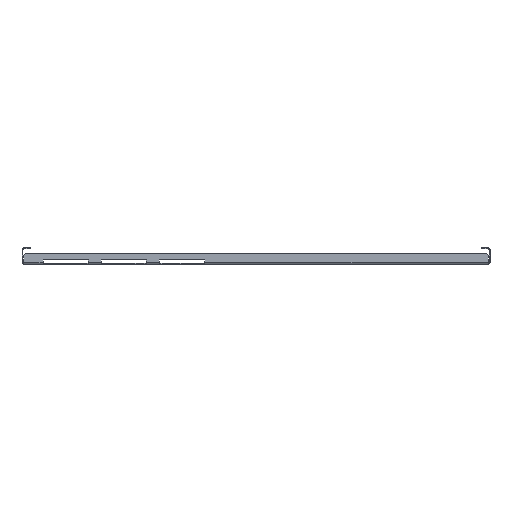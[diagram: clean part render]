
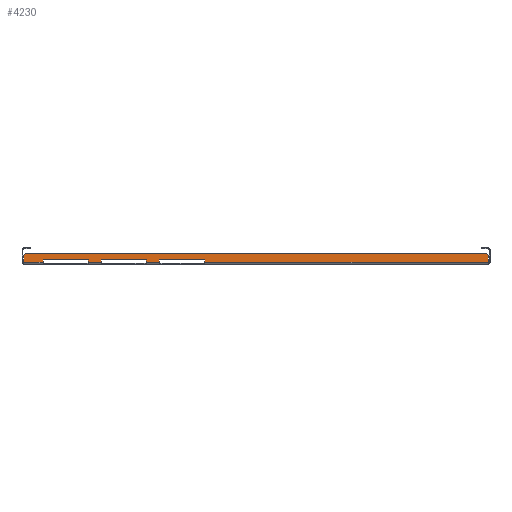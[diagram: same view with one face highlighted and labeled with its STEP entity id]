
A CAD part, front view. The second image highlights one B-rep face of the part: STEP entity #4230.
In plain terms, the highlighted planar face has unit normal (0, -1, 0).
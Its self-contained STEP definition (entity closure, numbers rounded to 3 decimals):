
#65 = LINE ( 'NONE', #7743, #5759 ) ;
#76 = DIRECTION ( 'NONE',  ( 0., 0., -1. ) ) ;
#77 = VECTOR ( 'NONE', #2124, 1000. ) ;
#116 = VERTEX_POINT ( 'NONE', #5841 ) ;
#165 = CARTESIAN_POINT ( 'NONE',  ( 160., -197., 4.8 ) ) ;
#216 = ORIENTED_EDGE ( 'NONE', *, *, #6236, .F. ) ;
#232 = DIRECTION ( 'NONE',  ( 1., 0., 0. ) ) ;
#306 = CIRCLE ( 'NONE', #5027, 5. ) ;
#317 = DIRECTION ( 'NONE',  ( -1., 0., 0. ) ) ;
#343 = EDGE_CURVE ( 'NONE', #5563, #6687, #2915, .T. ) ;
#344 = VERTEX_POINT ( 'NONE', #6397 ) ;
#356 = CARTESIAN_POINT ( 'NONE',  ( -150.7, -197., 1. ) ) ;
#434 = VECTOR ( 'NONE', #232, 1000. ) ;
#482 = PLANE ( 'NONE',  #2994 ) ;
#490 = CIRCLE ( 'NONE', #3384, 5. ) ;
#537 = EDGE_CURVE ( 'NONE', #4003, #5563, #4526, .T. ) ;
#689 = CARTESIAN_POINT ( 'NONE',  ( 0., -197., 1. ) ) ;
#813 = CARTESIAN_POINT ( 'NONE',  ( -212.7, -197., 4.8 ) ) ;
#842 = DIRECTION ( 'NONE',  ( 0., 0., -1. ) ) ;
#880 = CARTESIAN_POINT ( 'NONE',  ( 0., -197., 1. ) ) ;
#946 = FACE_OUTER_BOUND ( 'NONE', #1314, .T. ) ;
#983 = CARTESIAN_POINT ( 'NONE',  ( -319.5, -197., 1. ) ) ;
#1049 = CARTESIAN_POINT ( 'NONE',  ( -150.7, -197., 4.8 ) ) ;
#1089 = LINE ( 'NONE', #1513, #6778 ) ;
#1157 = EDGE_CURVE ( 'NONE', #2705, #5246, #65, .T. ) ;
#1197 = VERTEX_POINT ( 'NONE', #5283 ) ;
#1207 = ORIENTED_EDGE ( 'NONE', *, *, #3004, .T. ) ;
#1256 = DIRECTION ( 'NONE',  ( -1., 0., 0. ) ) ;
#1305 = EDGE_CURVE ( 'NONE', #4074, #1373, #5005, .T. ) ;
#1314 = EDGE_LOOP ( 'NONE', ( #3890, #216, #1207, #1930, #4149, #1366, #1576, #6129, #3096, #3979, #5862, #4615, #1909, #4020, #7372, #5685, #3072, #2914 ) ) ;
#1334 = DIRECTION ( 'NONE',  ( 0., 0., -1. ) ) ;
#1366 = ORIENTED_EDGE ( 'NONE', *, *, #6019, .F. ) ;
#1373 = VERTEX_POINT ( 'NONE', #2596 ) ;
#1513 = CARTESIAN_POINT ( 'NONE',  ( -319.5, -197., 13.8 ) ) ;
#1532 = EDGE_CURVE ( 'NONE', #344, #4720, #3949, .T. ) ;
#1576 = ORIENTED_EDGE ( 'NONE', *, *, #537, .T. ) ;
#1668 = VERTEX_POINT ( 'NONE', #983 ) ;
#1790 = CARTESIAN_POINT ( 'NONE',  ( -314.5, -197., 13.8 ) ) ;
#1896 = CARTESIAN_POINT ( 'NONE',  ( 80., -197., 4.8 ) ) ;
#1909 = ORIENTED_EDGE ( 'NONE', *, *, #1305, .F. ) ;
#1930 = ORIENTED_EDGE ( 'NONE', *, *, #1532, .T. ) ;
#1998 = LINE ( 'NONE', #165, #2840 ) ;
#2024 = LINE ( 'NONE', #689, #4216 ) ;
#2124 = DIRECTION ( 'NONE',  ( 1., 0., 0. ) ) ;
#2234 = DIRECTION ( 'NONE',  ( 0., 0., -1. ) ) ;
#2361 = CARTESIAN_POINT ( 'NONE',  ( -230.7, -197., 4.8 ) ) ;
#2479 = DIRECTION ( 'NONE',  ( 0., -1., 0. ) ) ;
#2485 = LINE ( 'NONE', #2361, #5534 ) ;
#2492 = DIRECTION ( 'NONE',  ( 0., 0., -1. ) ) ;
#2558 = CARTESIAN_POINT ( 'NONE',  ( 0., -197., 1. ) ) ;
#2596 = CARTESIAN_POINT ( 'NONE',  ( 319.5, -197., 1. ) ) ;
#2705 = VERTEX_POINT ( 'NONE', #1790 ) ;
#2785 = VECTOR ( 'NONE', #76, 1000. ) ;
#2840 = VECTOR ( 'NONE', #3133, 1000. ) ;
#2848 = DIRECTION ( 'NONE',  ( 0., 0., -1. ) ) ;
#2867 = VECTOR ( 'NONE', #3104, 1000. ) ;
#2914 = ORIENTED_EDGE ( 'NONE', *, *, #6678, .T. ) ;
#2915 = LINE ( 'NONE', #5153, #77 ) ;
#2945 = DIRECTION ( 'NONE',  ( 0., 0., -1. ) ) ;
#2994 = AXIS2_PLACEMENT_3D ( 'NONE', #3401, #6532, #2234 ) ;
#3004 = EDGE_CURVE ( 'NONE', #5478, #344, #2485, .T. ) ;
#3072 = ORIENTED_EDGE ( 'NONE', *, *, #6181, .F. ) ;
#3096 = ORIENTED_EDGE ( 'NONE', *, *, #6369, .F. ) ;
#3104 = DIRECTION ( 'NONE',  ( 0., 0., -1. ) ) ;
#3133 = DIRECTION ( 'NONE',  ( -1., 0., 0. ) ) ;
#3150 = CARTESIAN_POINT ( 'NONE',  ( -70.7, -197., 4.8 ) ) ;
#3314 = EDGE_CURVE ( 'NONE', #4342, #7818, #1998, .T. ) ;
#3318 = LINE ( 'NONE', #6123, #2867 ) ;
#3356 = CARTESIAN_POINT ( 'NONE',  ( -292.7, -197., 4.8 ) ) ;
#3360 = VECTOR ( 'NONE', #1256, 1000. ) ;
#3384 = AXIS2_PLACEMENT_3D ( 'NONE', #6087, #2479, #1334 ) ;
#3401 = CARTESIAN_POINT ( 'NONE',  ( 0., -197., 0. ) ) ;
#3424 = CARTESIAN_POINT ( 'NONE',  ( 314.5, -197., 13.8 ) ) ;
#3534 = CARTESIAN_POINT ( 'NONE',  ( -314.5, -197., 8.8 ) ) ;
#3655 = LINE ( 'NONE', #5938, #4319 ) ;
#3664 = VERTEX_POINT ( 'NONE', #3356 ) ;
#3890 = ORIENTED_EDGE ( 'NONE', *, *, #4891, .F. ) ;
#3949 = LINE ( 'NONE', #880, #434 ) ;
#3961 = CARTESIAN_POINT ( 'NONE',  ( 0., -197., 4.8 ) ) ;
#3979 = ORIENTED_EDGE ( 'NONE', *, *, #3314, .F. ) ;
#4003 = VERTEX_POINT ( 'NONE', #6294 ) ;
#4020 = ORIENTED_EDGE ( 'NONE', *, *, #7332, .T. ) ;
#4074 = VERTEX_POINT ( 'NONE', #7004 ) ;
#4149 = ORIENTED_EDGE ( 'NONE', *, *, #4391, .F. ) ;
#4169 = CARTESIAN_POINT ( 'NONE',  ( -132.7, -197., 4.8 ) ) ;
#4216 = VECTOR ( 'NONE', #6756, 1000. ) ;
#4230 = ADVANCED_FACE ( 'NONE', ( #946 ), #482, .T. ) ;
#4319 = VECTOR ( 'NONE', #2848, 1000. ) ;
#4342 = VERTEX_POINT ( 'NONE', #5410 ) ;
#4391 = EDGE_CURVE ( 'NONE', #6493, #4720, #5963, .T. ) ;
#4410 = LINE ( 'NONE', #3150, #2785 ) ;
#4526 = LINE ( 'NONE', #1049, #5681 ) ;
#4615 = ORIENTED_EDGE ( 'NONE', *, *, #7428, .T. ) ;
#4720 = VERTEX_POINT ( 'NONE', #4767 ) ;
#4767 = CARTESIAN_POINT ( 'NONE',  ( -212.7, -197., 1. ) ) ;
#4891 = EDGE_CURVE ( 'NONE', #3664, #1197, #3318, .T. ) ;
#5005 = LINE ( 'NONE', #7424, #7526 ) ;
#5027 = AXIS2_PLACEMENT_3D ( 'NONE', #3534, #7753, #2945 ) ;
#5055 = VERTEX_POINT ( 'NONE', #6372 ) ;
#5153 = CARTESIAN_POINT ( 'NONE',  ( 0., -197., 1. ) ) ;
#5228 = DIRECTION ( 'NONE',  ( 0., 0., 1. ) ) ;
#5246 = VERTEX_POINT ( 'NONE', #3424 ) ;
#5283 = CARTESIAN_POINT ( 'NONE',  ( -292.7, -197., 1. ) ) ;
#5290 = DIRECTION ( 'NONE',  ( 0., 0., -1. ) ) ;
#5410 = CARTESIAN_POINT ( 'NONE',  ( -70.7, -197., 4.8 ) ) ;
#5478 = VERTEX_POINT ( 'NONE', #6717 ) ;
#5534 = VECTOR ( 'NONE', #7804, 1000. ) ;
#5563 = VERTEX_POINT ( 'NONE', #356 ) ;
#5618 = DIRECTION ( 'NONE',  ( 1., 0., 0. ) ) ;
#5681 = VECTOR ( 'NONE', #5290, 1000. ) ;
#5685 = ORIENTED_EDGE ( 'NONE', *, *, #7228, .T. ) ;
#5743 = VECTOR ( 'NONE', #317, 1000. ) ;
#5759 = VECTOR ( 'NONE', #7068, 1000. ) ;
#5841 = CARTESIAN_POINT ( 'NONE',  ( -319.5, -197., 8.8 ) ) ;
#5862 = ORIENTED_EDGE ( 'NONE', *, *, #6676, .T. ) ;
#5897 = LINE ( 'NONE', #2558, #7306 ) ;
#5938 = CARTESIAN_POINT ( 'NONE',  ( -132.7, -197., 4.8 ) ) ;
#5963 = LINE ( 'NONE', #813, #6720 ) ;
#6019 = EDGE_CURVE ( 'NONE', #4003, #6493, #6399, .T. ) ;
#6087 = CARTESIAN_POINT ( 'NONE',  ( 314.5, -197., 8.8 ) ) ;
#6123 = CARTESIAN_POINT ( 'NONE',  ( -292.7, -197., 4.8 ) ) ;
#6129 = ORIENTED_EDGE ( 'NONE', *, *, #343, .T. ) ;
#6181 = EDGE_CURVE ( 'NONE', #1668, #116, #1089, .T. ) ;
#6236 = EDGE_CURVE ( 'NONE', #5478, #3664, #7138, .T. ) ;
#6294 = CARTESIAN_POINT ( 'NONE',  ( -150.7, -197., 4.8 ) ) ;
#6369 = EDGE_CURVE ( 'NONE', #7818, #6687, #3655, .T. ) ;
#6372 = CARTESIAN_POINT ( 'NONE',  ( -70.7, -197., 1. ) ) ;
#6397 = CARTESIAN_POINT ( 'NONE',  ( -230.7, -197., 1. ) ) ;
#6399 = LINE ( 'NONE', #1896, #3360 ) ;
#6493 = VERTEX_POINT ( 'NONE', #7194 ) ;
#6532 = DIRECTION ( 'NONE',  ( 0., -1., 0. ) ) ;
#6676 = EDGE_CURVE ( 'NONE', #4342, #5055, #4410, .T. ) ;
#6678 = EDGE_CURVE ( 'NONE', #1668, #1197, #2024, .T. ) ;
#6687 = VERTEX_POINT ( 'NONE', #7355 ) ;
#6717 = CARTESIAN_POINT ( 'NONE',  ( -230.7, -197., 4.8 ) ) ;
#6720 = VECTOR ( 'NONE', #842, 1000. ) ;
#6756 = DIRECTION ( 'NONE',  ( 1., 0., 0. ) ) ;
#6778 = VECTOR ( 'NONE', #5228, 1000. ) ;
#7004 = CARTESIAN_POINT ( 'NONE',  ( 319.5, -197., 8.8 ) ) ;
#7068 = DIRECTION ( 'NONE',  ( 1., 0., 0. ) ) ;
#7138 = LINE ( 'NONE', #3961, #5743 ) ;
#7194 = CARTESIAN_POINT ( 'NONE',  ( -212.7, -197., 4.8 ) ) ;
#7228 = EDGE_CURVE ( 'NONE', #2705, #116, #306, .T. ) ;
#7306 = VECTOR ( 'NONE', #5618, 1000. ) ;
#7332 = EDGE_CURVE ( 'NONE', #4074, #5246, #490, .T. ) ;
#7355 = CARTESIAN_POINT ( 'NONE',  ( -132.7, -197., 1. ) ) ;
#7372 = ORIENTED_EDGE ( 'NONE', *, *, #1157, .F. ) ;
#7424 = CARTESIAN_POINT ( 'NONE',  ( 319.5, -197., 0. ) ) ;
#7428 = EDGE_CURVE ( 'NONE', #5055, #1373, #5897, .T. ) ;
#7526 = VECTOR ( 'NONE', #2492, 1000. ) ;
#7743 = CARTESIAN_POINT ( 'NONE',  ( 319.5, -197., 13.8 ) ) ;
#7753 = DIRECTION ( 'NONE',  ( 0., -1., 0. ) ) ;
#7804 = DIRECTION ( 'NONE',  ( 0., 0., -1. ) ) ;
#7818 = VERTEX_POINT ( 'NONE', #4169 ) ;
